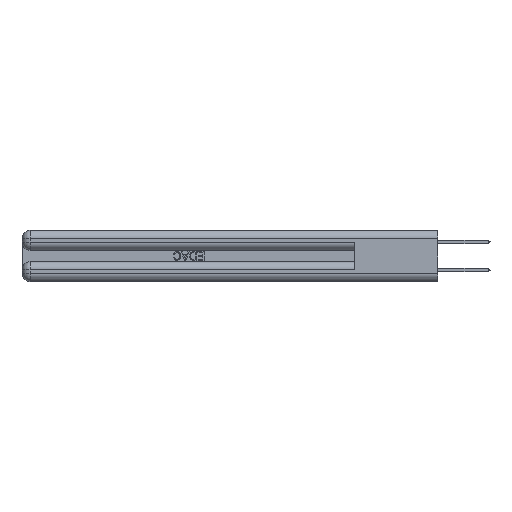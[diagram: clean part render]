
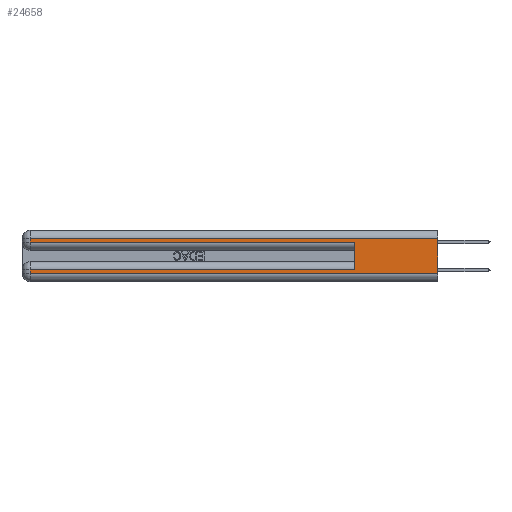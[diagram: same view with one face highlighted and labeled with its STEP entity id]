
A CAD part, left-side view. The second image highlights one B-rep face of the part: STEP entity #24658.
In plain terms, the highlighted planar face has unit normal (-1, 0, 0).
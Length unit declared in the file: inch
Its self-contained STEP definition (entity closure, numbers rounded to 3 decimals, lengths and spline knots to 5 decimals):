
#309 = EDGE_CURVE ( 'NONE', #995, #23415, #28264, .T. ) ;
#995 = VERTEX_POINT ( 'NONE', #31262 ) ;
#2167 = VECTOR ( 'NONE', #39390, 39.37008 ) ;
#2320 = VECTOR ( 'NONE', #22308, 39.37008 ) ;
#3191 = ORIENTED_EDGE ( 'NONE', *, *, #7475, .T. ) ;
#3315 = PLANE ( 'NONE',  #19895 ) ;
#4980 = EDGE_CURVE ( 'NONE', #17113, #35348, #9794, .T. ) ;
#5437 = ORIENTED_EDGE ( 'NONE', *, *, #35741, .T. ) ;
#6655 = CARTESIAN_POINT ( 'NONE',  ( 0., 0., 0.37 ) ) ;
#6692 = VERTEX_POINT ( 'NONE', #37753 ) ;
#7475 = EDGE_CURVE ( 'NONE', #8895, #995, #27342, .T. ) ;
#8483 = ORIENTED_EDGE ( 'NONE', *, *, #34306, .T. ) ;
#8895 = VERTEX_POINT ( 'NONE', #33309 ) ;
#9794 = LINE ( 'NONE', #38157, #2320 ) ;
#10361 = CARTESIAN_POINT ( 'NONE',  ( 0., 2.94, 0.285 ) ) ;
#13007 = DIRECTION ( 'NONE',  ( 0., 0., -1. ) ) ;
#14158 = LINE ( 'NONE', #36303, #38149 ) ;
#15546 = DIRECTION ( 'NONE',  ( 0., -1., 0. ) ) ;
#16803 = CARTESIAN_POINT ( 'NONE',  ( 0., 2.94, 0.37 ) ) ;
#17074 = VECTOR ( 'NONE', #26507, 39.37008 ) ;
#17113 = VERTEX_POINT ( 'NONE', #33011 ) ;
#17766 = LINE ( 'NONE', #16803, #18769 ) ;
#18001 = VECTOR ( 'NONE', #23338, 39.37008 ) ;
#18405 = EDGE_CURVE ( 'NONE', #17113, #23415, #26347, .T. ) ;
#18483 = LINE ( 'NONE', #26069, #34145 ) ;
#18732 = CARTESIAN_POINT ( 'NONE',  ( 0., 0., 0.06 ) ) ;
#18769 = VECTOR ( 'NONE', #35567, 39.37008 ) ;
#19895 = AXIS2_PLACEMENT_3D ( 'NONE', #6655, #31793, #13007 ) ;
#20200 = CARTESIAN_POINT ( 'NONE',  ( 0., 0., 0.37 ) ) ;
#21151 = VERTEX_POINT ( 'NONE', #10361 ) ;
#21169 = EDGE_CURVE ( 'NONE', #35348, #21151, #17766, .T. ) ;
#21869 = VERTEX_POINT ( 'NONE', #29101 ) ;
#22230 = FACE_OUTER_BOUND ( 'NONE', #28696, .T. ) ;
#22308 = DIRECTION ( 'NONE',  ( 0., 1., 0. ) ) ;
#23338 = DIRECTION ( 'NONE',  ( 0., 0., -1. ) ) ;
#23347 = CARTESIAN_POINT ( 'NONE',  ( 0., 0.6, 0.145 ) ) ;
#23415 = VERTEX_POINT ( 'NONE', #35559 ) ;
#24658 = ADVANCED_FACE ( 'NONE', ( #22230 ), #3315, .F. ) ;
#26069 = CARTESIAN_POINT ( 'NONE',  ( 0., 0., 0.285 ) ) ;
#26347 = LINE ( 'NONE', #20200, #18001 ) ;
#26507 = DIRECTION ( 'NONE',  ( 0., 0., 1. ) ) ;
#26833 = LINE ( 'NONE', #23347, #17074 ) ;
#27198 = CARTESIAN_POINT ( 'NONE',  ( 0., 2.94, 0.31 ) ) ;
#27283 = VECTOR ( 'NONE', #15546, 39.37008 ) ;
#27342 = LINE ( 'NONE', #36271, #2167 ) ;
#27448 = ORIENTED_EDGE ( 'NONE', *, *, #21169, .T. ) ;
#28264 = LINE ( 'NONE', #18732, #27283 ) ;
#28696 = EDGE_LOOP ( 'NONE', ( #40571, #35415, #27448, #5437, #35756, #8483, #3191, #30491 ) ) ;
#29101 = CARTESIAN_POINT ( 'NONE',  ( 0., 0.6, 0.085 ) ) ;
#29195 = DIRECTION ( 'NONE',  ( 0., -1., 0. ) ) ;
#30491 = ORIENTED_EDGE ( 'NONE', *, *, #309, .T. ) ;
#30840 = EDGE_CURVE ( 'NONE', #21869, #6692, #26833, .T. ) ;
#31262 = CARTESIAN_POINT ( 'NONE',  ( 0., 2.94, 0.06 ) ) ;
#31793 = DIRECTION ( 'NONE',  ( 1., 0., 0. ) ) ;
#33011 = CARTESIAN_POINT ( 'NONE',  ( 0., 0., 0.31 ) ) ;
#33309 = CARTESIAN_POINT ( 'NONE',  ( 0., 2.94, 0.085 ) ) ;
#34145 = VECTOR ( 'NONE', #29195, 39.37008 ) ;
#34306 = EDGE_CURVE ( 'NONE', #21869, #8895, #14158, .T. ) ;
#35348 = VERTEX_POINT ( 'NONE', #27198 ) ;
#35415 = ORIENTED_EDGE ( 'NONE', *, *, #4980, .T. ) ;
#35559 = CARTESIAN_POINT ( 'NONE',  ( 0., 0., 0.06 ) ) ;
#35567 = DIRECTION ( 'NONE',  ( 0., 0., -1. ) ) ;
#35741 = EDGE_CURVE ( 'NONE', #21151, #6692, #18483, .T. ) ;
#35756 = ORIENTED_EDGE ( 'NONE', *, *, #30840, .F. ) ;
#36271 = CARTESIAN_POINT ( 'NONE',  ( 0., 2.94, 0.37 ) ) ;
#36303 = CARTESIAN_POINT ( 'NONE',  ( 0., 0., 0.085 ) ) ;
#37753 = CARTESIAN_POINT ( 'NONE',  ( 0., 0.6, 0.285 ) ) ;
#38149 = VECTOR ( 'NONE', #39427, 39.37008 ) ;
#38157 = CARTESIAN_POINT ( 'NONE',  ( 0., 0., 0.31 ) ) ;
#39390 = DIRECTION ( 'NONE',  ( 0., 0., -1. ) ) ;
#39427 = DIRECTION ( 'NONE',  ( 0., 1., 0. ) ) ;
#40571 = ORIENTED_EDGE ( 'NONE', *, *, #18405, .F. ) ;
